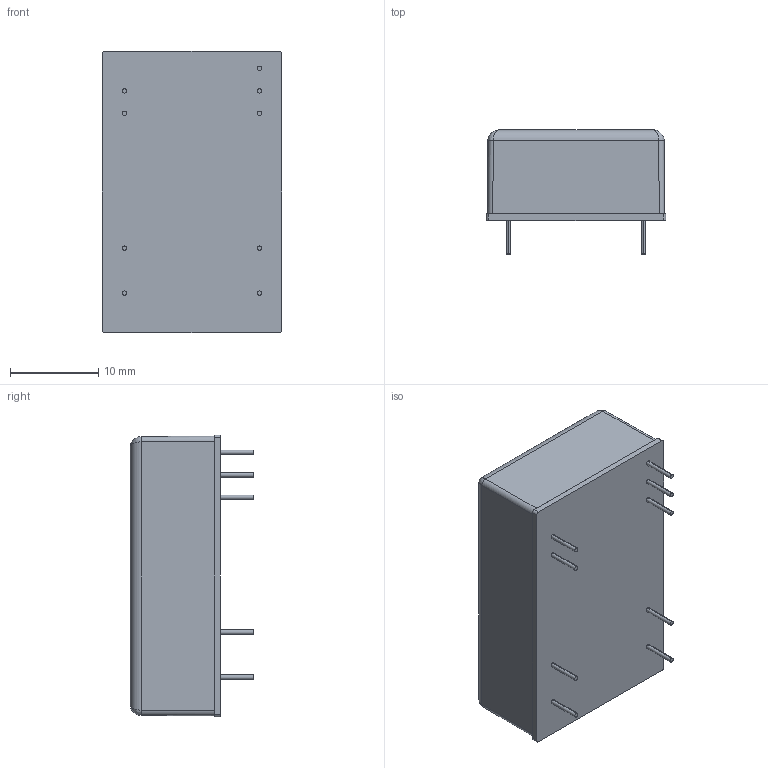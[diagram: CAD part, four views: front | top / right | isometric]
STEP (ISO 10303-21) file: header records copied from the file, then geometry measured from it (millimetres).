
FILE_DESCRIPTION (( 'STEP AP214' ), '1' );
FILE_NAME ('TEN 8WI.STEP', '2018-10-11T03:50:30', ( 'user' ), ( '' ), 'SwSTEP 2.0', 'SolidWorks 2016', '' );
FILE_SCHEMA (( 'AUTOMOTIVE_DESIGN' ));
Length unit declared in the file: millimetre
Products named in the file (1): TEN 8WI
Bounding box: 20.3 x 14 x 31.8 mm (x, y, z)
Volume: 6402.1 mm3; surface area: 2326 mm2
Topology: 1 solids, 1 shells, 54 faces, 118 edges, 72 vertices
Faces by surface type: cylinder 30, plane 20, bspline 4
Entity records: 2015 total; most frequent: CARTESIAN_POINT 417, DIRECTION 252, ORIENTED_EDGE 228, EDGE_CURVE 114, AXIS2_PLACEMENT_3D 99, VERTEX_POINT 72, EDGE_LOOP 64, FACE_OUTER_BOUND 54
